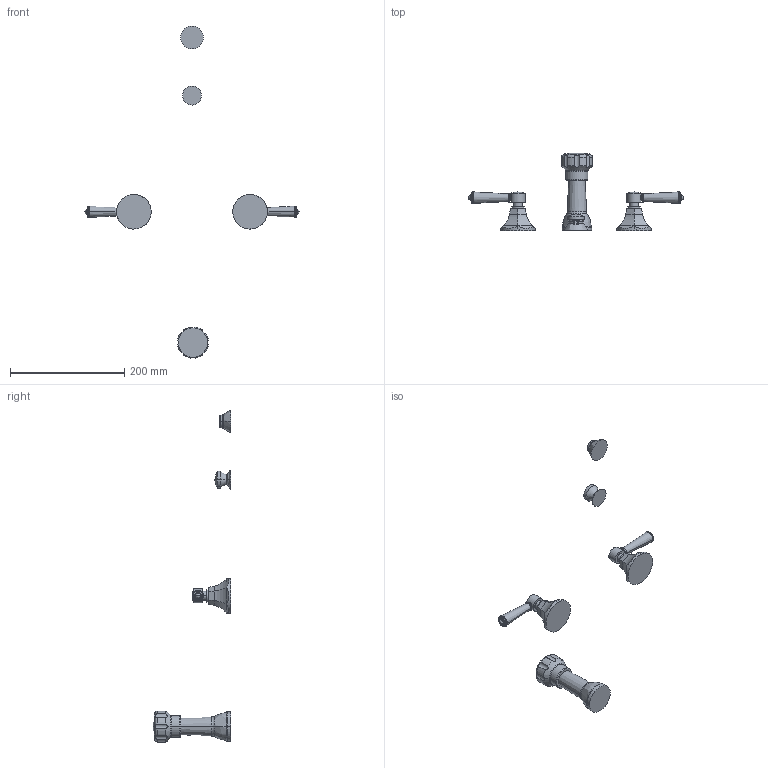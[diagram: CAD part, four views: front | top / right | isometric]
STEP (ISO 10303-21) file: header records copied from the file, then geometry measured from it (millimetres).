
FILE_DESCRIPTION((''),'2;1');
FILE_NAME('1209','2021-01-27T14:07:13',('jinson.thomas'),(''),'CREO PARAMETRIC BY PTC INC, 2018400','CREO PARAMETRIC BY PTC INC, 2018400','');
FILE_SCHEMA(('CONFIG_CONTROL_DESIGN'));
Length unit declared in the file: inch
Products named in the file (1): 1209
Bounding box: 375.56 x 135.97 x 580.53 mm (x, y, z)
Volume: 368535.8 mm3; surface area: 63756 mm2
Topology: 5 solids, 5 shells, 243 faces, 566 edges, 342 vertices
Faces by surface type: cylinder 82, plane 75, torus 42, cone 26, sphere 10, bspline 8
Entity records: 9472 total; most frequent: CARTESIAN_POINT 3869, DIRECTION 1246, ORIENTED_EDGE 1108, EDGE_CURVE 554, AXIS2_PLACEMENT_3D 509, VERTEX_POINT 342, CIRCLE 274, EDGE_LOOP 264
